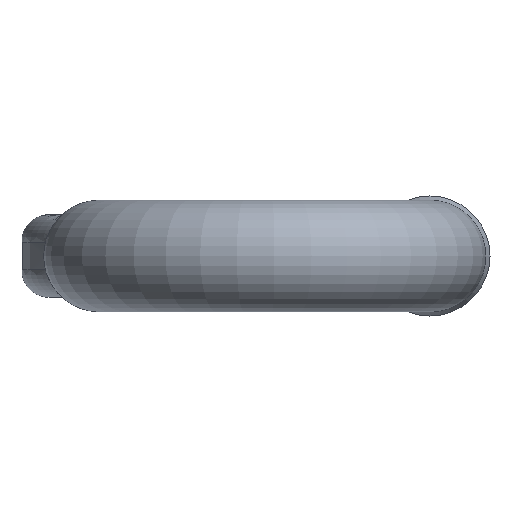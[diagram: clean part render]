
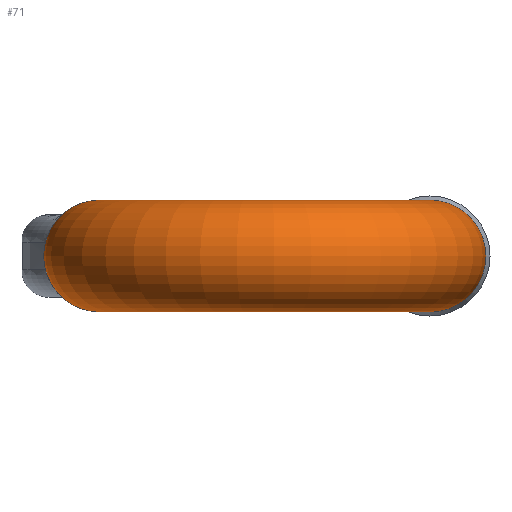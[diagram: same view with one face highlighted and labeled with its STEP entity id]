
A CAD part, front view. The second image highlights one B-rep face of the part: STEP entity #71.
In plain terms, the highlighted toroidal (fillet/blend) face has major radius 34 mm and minor radius 11.5 mm.
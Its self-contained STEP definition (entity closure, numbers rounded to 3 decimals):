
#61=TOROIDAL_SURFACE('',#472,34.,11.5);
#71=ADVANCED_FACE('',(#128,#129),#61,.T.);
#103=CIRCLE('',#459,11.5);
#105=CIRCLE('',#466,11.5);
#128=FACE_BOUND('',#144,.T.);
#129=FACE_BOUND('',#145,.T.);
#144=EDGE_LOOP('',(#252));
#145=EDGE_LOOP('',(#253));
#252=ORIENTED_EDGE('',*,*,#391,.F.);
#253=ORIENTED_EDGE('',*,*,#411,.T.);
#347=VERTEX_POINT('',#741);
#367=VERTEX_POINT('',#864);
#391=EDGE_CURVE('',#347,#347,#103,.T.);
#411=EDGE_CURVE('',#367,#367,#105,.T.);
#459=AXIS2_PLACEMENT_3D('',#740,#520,#521);
#466=AXIS2_PLACEMENT_3D('',#863,#538,#539);
#472=AXIS2_PLACEMENT_3D('',#872,#550,#551);
#520=DIRECTION('',(0.,1.,0.));
#521=DIRECTION('',(-1.,0.,0.));
#538=DIRECTION('',(0.,-1.,0.));
#539=DIRECTION('',(1.,0.,0.));
#550=DIRECTION('',(0.,0.,-1.));
#551=DIRECTION('',(-1.,0.,0.));
#740=CARTESIAN_POINT('',(34.,-35.,0.));
#741=CARTESIAN_POINT('',(22.5,-35.,0.));
#863=CARTESIAN_POINT('',(-34.,-35.,0.));
#864=CARTESIAN_POINT('',(-22.5,-35.,0.));
#872=CARTESIAN_POINT('',(0.,-35.,0.));
